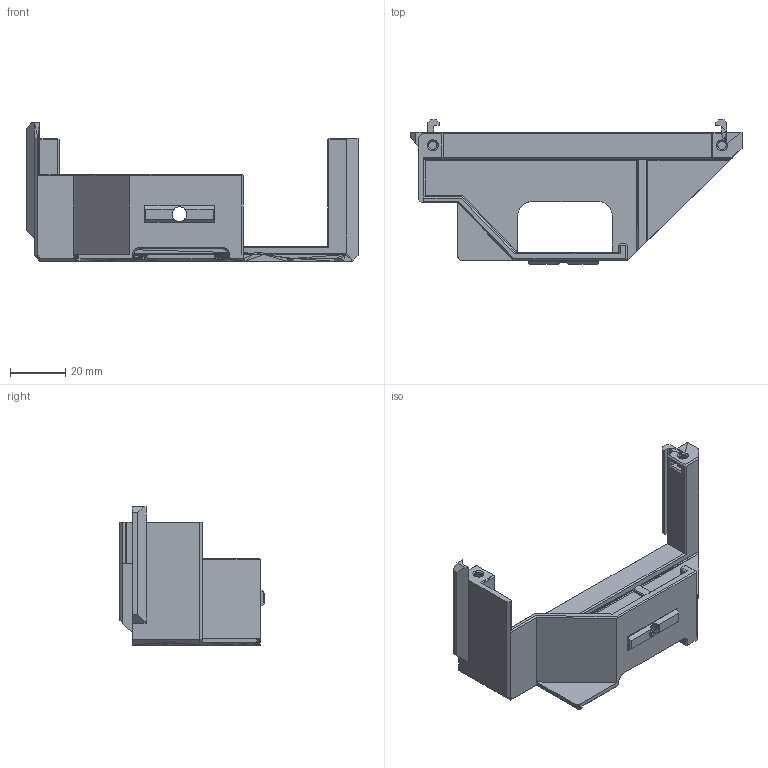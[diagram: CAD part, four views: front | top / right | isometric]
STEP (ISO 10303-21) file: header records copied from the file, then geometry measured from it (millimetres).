
FILE_DESCRIPTION(('FreeCAD Model'),'2;1');
FILE_NAME('Bear_MK3_Body_modified.step','2020-06-19T12:58:50',( 'Author'),(''),'Open CASCADE STEP processor 7.4','FreeCAD','Unknown' );
FILE_SCHEMA(('AUTOMOTIVE_DESIGN { 1 0 10303 214 1 1 1 1 }'));
Products named in the file (1): Bear_MK3_Body_modified
Bounding box: 120 x 52.2 x 50 mm (x, y, z)
Volume: 27254.7 mm3; surface area: 19166.5 mm2
Topology: 1 solids, 1 shells, 1191 faces, 2343 edges, 1155 vertices
Faces by surface type: plane 1191
Entity records: 65838 total; most frequent: CARTESIAN_POINT 10611, DIRECTION 8178, LINE 5794, VECTOR 5794, ORIENTED_EDGE 4686, PCURVE 4686, DEFINITIONAL_REPRESENTATION 4686, EDGE_CURVE 2343
